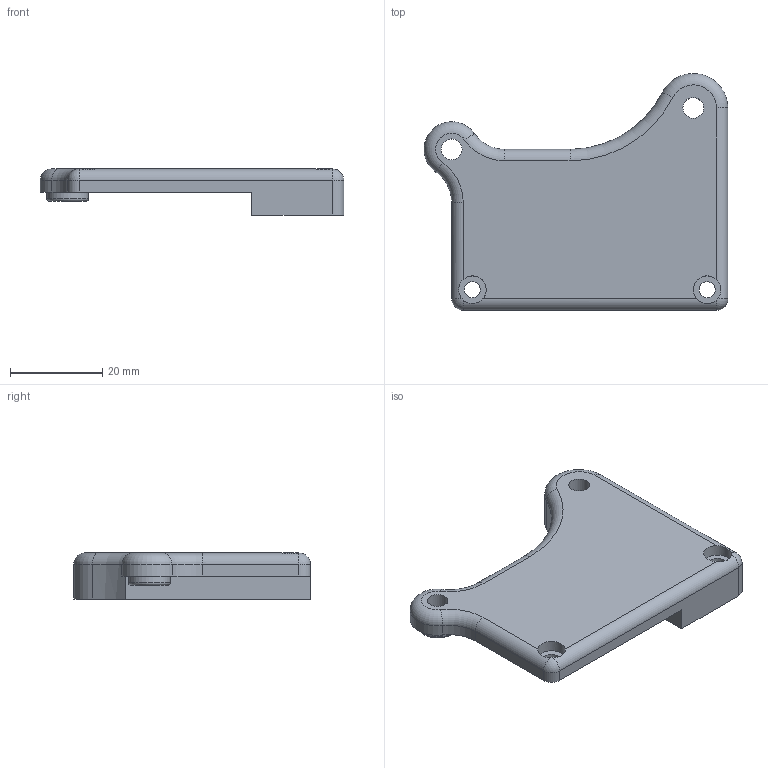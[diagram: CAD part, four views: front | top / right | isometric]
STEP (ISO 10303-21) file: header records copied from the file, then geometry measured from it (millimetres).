
FILE_DESCRIPTION(/* description */ (''),/* implementation_level */ '2;1');
FILE_NAME(/* name */ 'Tapa Superior v3.step',/* time_stamp */ '2022-01-25T22:20:35-05:00',/* author */ (''),/* organization */ (''),/* preprocessor_version */ 'ST-DEVELOPER v18.1',/* originating_system */ 'Autodesk Translation Framework v10.13.0.1454',/* authorisation */ '');
FILE_SCHEMA (('AUTOMOTIVE_DESIGN { 1 0 10303 214 3 1 1 }'));
Length unit declared in the file: millimetre
Products named in the file (1): Tapa Superior
Bounding box: 65.98 x 51.48 x 10 mm (x, y, z)
Volume: 16509.4 mm3; surface area: 6868.8 mm2
Topology: 1 solids, 1 shells, 37 faces, 91 edges, 57 vertices
Faces by surface type: cylinder 18, plane 11, torus 6, sphere 2
Full cylindrical faces by diameter (mm): 3.5 x2, 4.5 x2, 6 x2, 9 x1
Entity records: 1188 total; most frequent: CARTESIAN_POINT 233, DIRECTION 209, ORIENTED_EDGE 182, EDGE_CURVE 91, AXIS2_PLACEMENT_3D 87, VERTEX_POINT 57, CIRCLE 49, EDGE_LOOP 46
